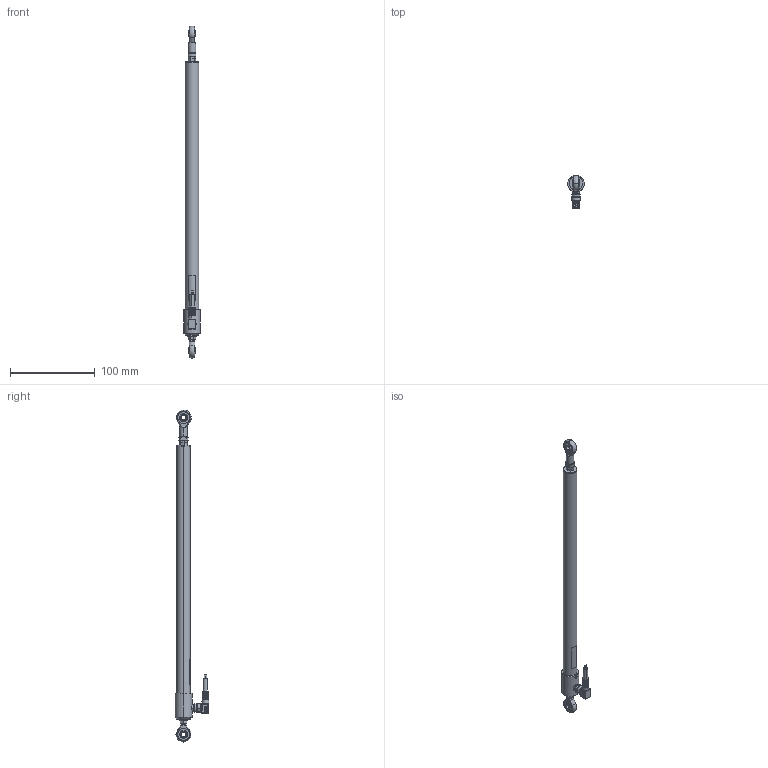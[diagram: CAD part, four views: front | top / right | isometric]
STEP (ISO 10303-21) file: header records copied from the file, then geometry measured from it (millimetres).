
FILE_DESCRIPTION (( 'STEP AP214' ), '1' );
FILE_NAME ('TX2_0300_716_plug_retracted.STEP', '2011-01-21T12:28:37', ( 'novotechnik' ), ( 'novotechnik' ), 'SwSTEP 2.0', 'SolidWorks 2010', '' );
FILE_SCHEMA (( 'AUTOMOTIVE_DESIGN' ));
Length unit declared in the file: millimetre
Products named in the file (1): TX2_0300_716_plug_retracted
Bounding box: 20 x 39.9 x 392.07 mm (x, y, z)
Surface area: 22514.6 mm2 (no closed solid volume)
Topology: 0 solids, 15 shells, 407 faces, 1165 edges, 735 vertices
Faces by surface type: cylinder 150, plane 139, torus 46, cone 40, bspline 28, sphere 4
Entity records: 18719 total; most frequent: CARTESIAN_POINT 4151, DIRECTION 2116, ORIENTED_EDGE 1997, EDGE_CURVE 1143, AXIS2_PLACEMENT_3D 848, VERTEX_POINT 729, CIRCLE 468, EDGE_LOOP 441
